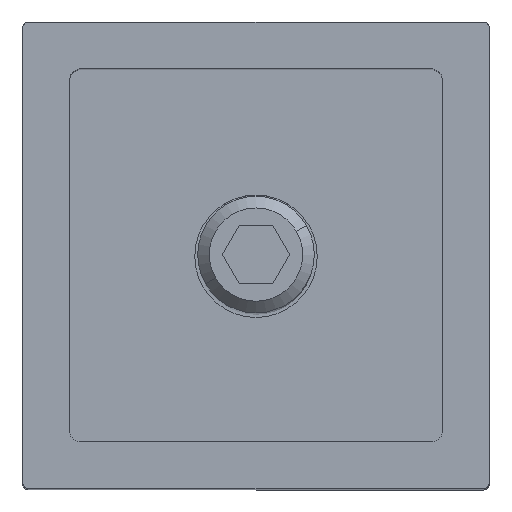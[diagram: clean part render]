
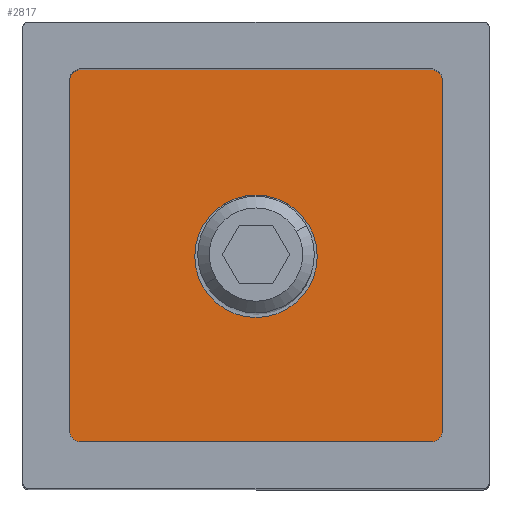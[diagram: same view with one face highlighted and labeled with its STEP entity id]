
A CAD part, top view. The second image highlights one B-rep face of the part: STEP entity #2817.
In plain terms, the highlighted planar face has unit normal (0, 0, 1).
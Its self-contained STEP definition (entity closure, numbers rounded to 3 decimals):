
#40 = CIRCLE ( 'NONE', #918, 1. ) ;
#59 = EDGE_LOOP ( 'NONE', ( #1061, #1867, #2935, #1033, #3071, #1082, #1672, #495 ) ) ;
#63 = AXIS2_PLACEMENT_3D ( 'NONE', #1686, #1663, #1019 ) ;
#161 = LINE ( 'NONE', #2174, #1323 ) ;
#205 = EDGE_CURVE ( 'NONE', #2212, #3731, #40, .T. ) ;
#217 = CARTESIAN_POINT ( 'NONE',  ( -16., -15., -47. ) ) ;
#369 = DIRECTION ( 'NONE',  ( 0., 0., -1. ) ) ;
#459 = DIRECTION ( 'NONE',  ( -1., 0., 0. ) ) ;
#495 = ORIENTED_EDGE ( 'NONE', *, *, #2648, .F. ) ;
#506 = CARTESIAN_POINT ( 'NONE',  ( -16., 15., -47. ) ) ;
#631 = EDGE_CURVE ( 'NONE', #3261, #1946, #3917, .T. ) ;
#643 = DIRECTION ( 'NONE',  ( -1., 0., 0. ) ) ;
#660 = DIRECTION ( 'NONE',  ( -1., 0., 0. ) ) ;
#681 = VERTEX_POINT ( 'NONE', #217 ) ;
#682 = CARTESIAN_POINT ( 'NONE',  ( 15., 15., -47. ) ) ;
#775 = PLANE ( 'NONE',  #1675 ) ;
#807 = CIRCLE ( 'NONE', #63, 5.25 ) ;
#859 = DIRECTION ( 'NONE',  ( -1., 0., 0. ) ) ;
#918 = AXIS2_PLACEMENT_3D ( 'NONE', #682, #369, #643 ) ;
#977 = CARTESIAN_POINT ( 'NONE',  ( 15., -16., -47. ) ) ;
#982 = CIRCLE ( 'NONE', #2538, 1. ) ;
#1019 = DIRECTION ( 'NONE',  ( -1., 0., 0. ) ) ;
#1033 = ORIENTED_EDGE ( 'NONE', *, *, #3162, .F. ) ;
#1061 = ORIENTED_EDGE ( 'NONE', *, *, #3959, .F. ) ;
#1082 = ORIENTED_EDGE ( 'NONE', *, *, #1093, .F. ) ;
#1087 = EDGE_CURVE ( 'NONE', #2345, #681, #982, .T. ) ;
#1093 = EDGE_CURVE ( 'NONE', #3731, #3126, #3257, .T. ) ;
#1106 = DIRECTION ( 'NONE',  ( 0., 0., -1. ) ) ;
#1222 = CARTESIAN_POINT ( 'NONE',  ( 16., 15., -47. ) ) ;
#1230 = CARTESIAN_POINT ( 'NONE',  ( -15., -16., -47. ) ) ;
#1307 = DIRECTION ( 'NONE',  ( 0., 0., -1. ) ) ;
#1323 = VECTOR ( 'NONE', #3796, 1000. ) ;
#1410 = CARTESIAN_POINT ( 'NONE',  ( -15., 16., -47. ) ) ;
#1517 = CIRCLE ( 'NONE', #1559, 1. ) ;
#1559 = AXIS2_PLACEMENT_3D ( 'NONE', #3272, #1307, #3247 ) ;
#1625 = DIRECTION ( 'NONE',  ( 1., 0., 0. ) ) ;
#1663 = DIRECTION ( 'NONE',  ( 0., 0., -1. ) ) ;
#1672 = ORIENTED_EDGE ( 'NONE', *, *, #205, .F. ) ;
#1675 = AXIS2_PLACEMENT_3D ( 'NONE', #3039, #1106, #459 ) ;
#1686 = CARTESIAN_POINT ( 'NONE',  ( 0., 0., -47. ) ) ;
#1726 = VECTOR ( 'NONE', #2789, 1000. ) ;
#1817 = FACE_OUTER_BOUND ( 'NONE', #59, .T. ) ;
#1867 = ORIENTED_EDGE ( 'NONE', *, *, #3589, .F. ) ;
#1946 = VERTEX_POINT ( 'NONE', #2364 ) ;
#1953 = CARTESIAN_POINT ( 'NONE',  ( -15., 16., -47. ) ) ;
#1961 = VERTEX_POINT ( 'NONE', #1410 ) ;
#1966 = CARTESIAN_POINT ( 'NONE',  ( -15., 15., -47. ) ) ;
#1978 = LINE ( 'NONE', #1953, #3338 ) ;
#2059 = FACE_BOUND ( 'NONE', #3302, .T. ) ;
#2147 = VERTEX_POINT ( 'NONE', #506 ) ;
#2174 = CARTESIAN_POINT ( 'NONE',  ( 15., -16., -47. ) ) ;
#2212 = VERTEX_POINT ( 'NONE', #2551 ) ;
#2345 = VERTEX_POINT ( 'NONE', #1230 ) ;
#2364 = CARTESIAN_POINT ( 'NONE',  ( -5.25, 0., -47. ) ) ;
#2401 = ORIENTED_EDGE ( 'NONE', *, *, #2582, .T. ) ;
#2426 = VERTEX_POINT ( 'NONE', #977 ) ;
#2538 = AXIS2_PLACEMENT_3D ( 'NONE', #3766, #3498, #3130 ) ;
#2551 = CARTESIAN_POINT ( 'NONE',  ( 15., 16., -47. ) ) ;
#2582 = EDGE_CURVE ( 'NONE', #1946, #3261, #807, .T. ) ;
#2591 = DIRECTION ( 'NONE',  ( 0., 0., -1. ) ) ;
#2615 = LINE ( 'NONE', #3939, #3058 ) ;
#2648 = EDGE_CURVE ( 'NONE', #1961, #2212, #1978, .T. ) ;
#2735 = EDGE_CURVE ( 'NONE', #3126, #2426, #1517, .T. ) ;
#2758 = ORIENTED_EDGE ( 'NONE', *, *, #631, .T. ) ;
#2789 = DIRECTION ( 'NONE',  ( 0., -1., 0. ) ) ;
#2794 = CARTESIAN_POINT ( 'NONE',  ( 0., 0., -47. ) ) ;
#2817 = ADVANCED_FACE ( 'NONE', ( #2059, #1817 ), #775, .F. ) ;
#2856 = CARTESIAN_POINT ( 'NONE',  ( 16., -15., -47. ) ) ;
#2903 = AXIS2_PLACEMENT_3D ( 'NONE', #1966, #2591, #660 ) ;
#2935 = ORIENTED_EDGE ( 'NONE', *, *, #1087, .F. ) ;
#3039 = CARTESIAN_POINT ( 'NONE',  ( -15., 15., -47. ) ) ;
#3058 = VECTOR ( 'NONE', #3782, 1000. ) ;
#3071 = ORIENTED_EDGE ( 'NONE', *, *, #2735, .F. ) ;
#3126 = VERTEX_POINT ( 'NONE', #2856 ) ;
#3130 = DIRECTION ( 'NONE',  ( -1., 0., 0. ) ) ;
#3162 = EDGE_CURVE ( 'NONE', #2426, #2345, #161, .T. ) ;
#3242 = CARTESIAN_POINT ( 'NONE',  ( 5.25, 0., -47. ) ) ;
#3247 = DIRECTION ( 'NONE',  ( -1., 0., 0. ) ) ;
#3257 = LINE ( 'NONE', #1222, #1726 ) ;
#3261 = VERTEX_POINT ( 'NONE', #3242 ) ;
#3272 = CARTESIAN_POINT ( 'NONE',  ( 15., -15., -47. ) ) ;
#3302 = EDGE_LOOP ( 'NONE', ( #2401, #2758 ) ) ;
#3338 = VECTOR ( 'NONE', #1625, 1000. ) ;
#3381 = CIRCLE ( 'NONE', #2903, 1. ) ;
#3382 = CARTESIAN_POINT ( 'NONE',  ( 16., 15., -47. ) ) ;
#3498 = DIRECTION ( 'NONE',  ( 0., 0., -1. ) ) ;
#3589 = EDGE_CURVE ( 'NONE', #681, #2147, #2615, .T. ) ;
#3731 = VERTEX_POINT ( 'NONE', #3382 ) ;
#3733 = DIRECTION ( 'NONE',  ( 0., 0., -1. ) ) ;
#3766 = CARTESIAN_POINT ( 'NONE',  ( -15., -15., -47. ) ) ;
#3782 = DIRECTION ( 'NONE',  ( 0., 1., 0. ) ) ;
#3796 = DIRECTION ( 'NONE',  ( -1., 0., 0. ) ) ;
#3917 = CIRCLE ( 'NONE', #4162, 5.25 ) ;
#3939 = CARTESIAN_POINT ( 'NONE',  ( -16., -15., -47. ) ) ;
#3959 = EDGE_CURVE ( 'NONE', #2147, #1961, #3381, .T. ) ;
#4162 = AXIS2_PLACEMENT_3D ( 'NONE', #2794, #3733, #859 ) ;
